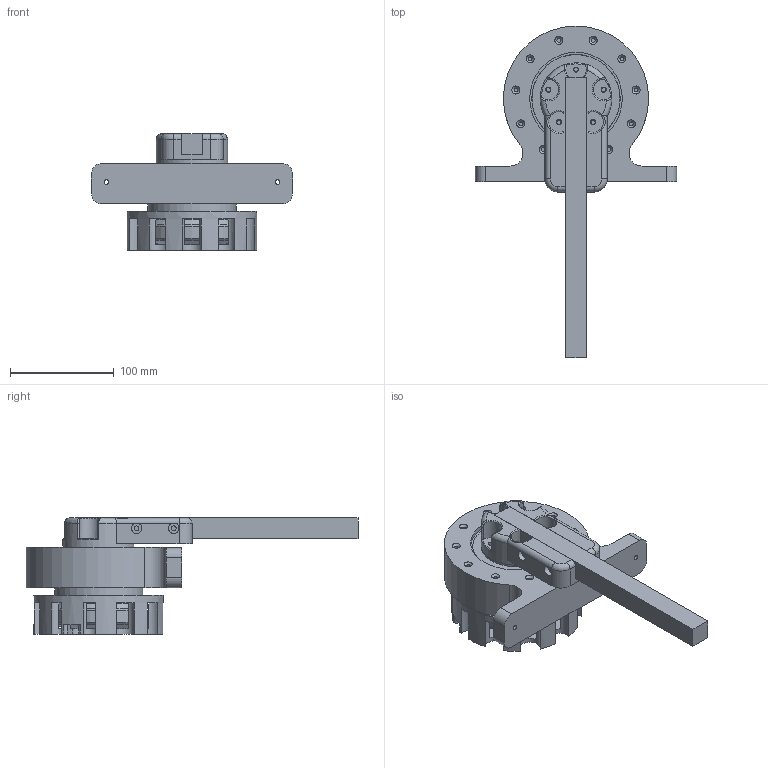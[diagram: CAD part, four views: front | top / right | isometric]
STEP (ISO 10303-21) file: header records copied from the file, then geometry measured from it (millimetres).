
FILE_DESCRIPTION(/* description */ (''),/* implementation_level */ '2;1');
FILE_NAME(/* name */ 'eb53f0a5-5580-4540-a0d1-d9a92536862f.stp',/* time_stamp */ '2021-03-24T19:56:49+00:00',/* author */ (''),/* organization */ (''),/* preprocessor_version */ 'ST-DEVELOPER v18.1',/* originating_system */ 'Autodesk Translation Framework v9.10.0.1330',/* authorisation */ '');
FILE_SCHEMA (('AUTOMOTIVE_DESIGN { 1 0 10303 214 3 1 1 }'));
Length unit declared in the file: millimetre
Products named in the file (2): V2; bearingsOuter
Assembly tree (1 placements, depth 2):
  V2
    bearingsOuter
Bounding box: 193.85 x 320 x 112 mm (x, y, z)
Volume: 1028336.9 mm3; surface area: 303761.2 mm2
Topology: 40 solids, 40 shells, 539 faces, 1341 edges, 873 vertices
Faces by surface type: cylinder 280, plane 183, cone 47, torus 21, bspline 8
Full cylindrical faces by diameter (mm): 2.8 x2, 3 x9, 3.3 x2, 3.8 x33, 4 x34, 4.5 x26, 4.9 x5, 8 x10, 8.165 x5, 10 x4, 12 x22, 19 x10, 20 x5, 22 x1, 24 x1, 26 x1, 30 x1, 32 x4, 32.5 x2, 42 x1, 46 x1, 65 x4, 69 x3, 81 x1, 85 x2, 85.25 x1, 89.25 x1, 92 x1, 106.274 x1, 125 x1
Entity records: 17986 total; most frequent: CARTESIAN_POINT 3928, DIRECTION 3132, ORIENTED_EDGE 2682, EDGE_CURVE 1341, AXIS2_PLACEMENT_3D 1329, VERTEX_POINT 873, EDGE_LOOP 798, CIRCLE 795
